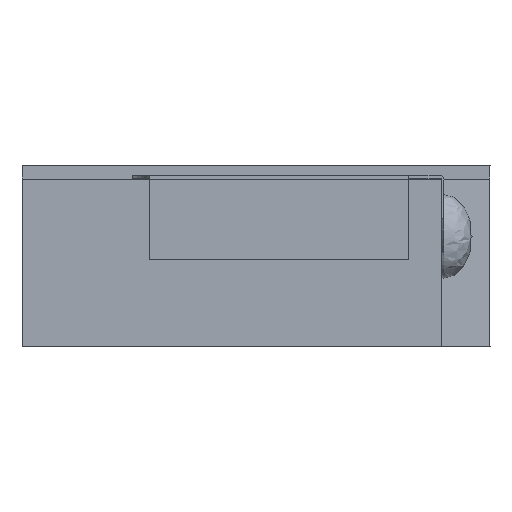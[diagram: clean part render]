
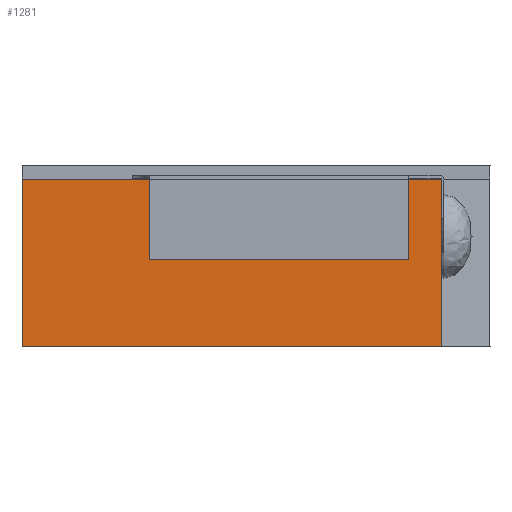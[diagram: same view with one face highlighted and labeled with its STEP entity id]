
A CAD part, left-side view. The second image highlights one B-rep face of the part: STEP entity #1281.
In plain terms, the highlighted free-form (B-spline) face has degree [1, 1] with [2, 2] control points.
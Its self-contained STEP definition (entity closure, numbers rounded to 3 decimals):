
#1085=CARTESIAN_POINT('',(-1.691,1.554,0.));
#1086=VERTEX_POINT('',#1085);
#1092=CARTESIAN_POINT('',(-1.691,-1.231,0.));
#1093=VERTEX_POINT('',#1092);
#1094=CARTESIAN_POINT('',(-1.691,1.554,0.));
#1095=CARTESIAN_POINT('',(-1.691,-1.231,0.));
#1096=B_SPLINE_CURVE_WITH_KNOTS('',1,(#1094,#1095),.UNSPECIFIED.,.F.,.U.,(2,2),(0.,1.),.UNSPECIFIED.);
#1097=EDGE_CURVE('',#1086,#1093,#1096,.T.);
#1218=CARTESIAN_POINT('',(-1.691,1.554,1.111));
#1219=VERTEX_POINT('',#1218);
#1220=CARTESIAN_POINT('',(-1.691,1.554,0.));
#1221=CARTESIAN_POINT('',(-1.691,1.554,1.111));
#1222=B_SPLINE_CURVE_WITH_KNOTS('',1,(#1220,#1221),.UNSPECIFIED.,.F.,.U.,(2,2),(0.,0.926),.UNSPECIFIED.);
#1223=EDGE_CURVE('',#1086,#1219,#1222,.T.);
#1260=CARTESIAN_POINT('',(-1.691,1.554,0.));
#1261=CARTESIAN_POINT('',(-1.691,1.554,1.2));
#1262=CARTESIAN_POINT('',(-1.691,-1.231,0.));
#1263=CARTESIAN_POINT('',(-1.691,-1.231,1.2));
#1264=B_SPLINE_SURFACE_WITH_KNOTS('',1,1,((#1260,#1261),(#1262,#1263)),.PLANE_SURF.,.F.,.F.,.U.,(2,2),(2,2),(0.,1.),(0.,1.),.UNSPECIFIED.);
#1265=ORIENTED_EDGE('',*,*,#1097,.T.);
#1266=CARTESIAN_POINT('',(-1.691,-1.231,1.111));
#1267=VERTEX_POINT('',#1266);
#1268=CARTESIAN_POINT('',(-1.691,-1.231,0.));
#1269=CARTESIAN_POINT('',(-1.691,-1.231,1.111));
#1270=B_SPLINE_CURVE_WITH_KNOTS('',1,(#1268,#1269),.UNSPECIFIED.,.F.,.U.,(2,2),(0.,0.926),.UNSPECIFIED.);
#1271=EDGE_CURVE('',#1093,#1267,#1270,.T.);
#1272=ORIENTED_EDGE('',*,*,#1271,.T.);
#1273=CARTESIAN_POINT('',(-1.691,1.554,1.111));
#1274=CARTESIAN_POINT('',(-1.691,-1.231,1.111));
#1275=B_SPLINE_CURVE_WITH_KNOTS('',1,(#1273,#1274),.UNSPECIFIED.,.F.,.U.,(2,2),(0.,0.853),.UNSPECIFIED.);
#1276=EDGE_CURVE('',#1219,#1267,#1275,.T.);
#1277=ORIENTED_EDGE('',*,*,#1276,.F.);
#1278=ORIENTED_EDGE('',*,*,#1223,.F.);
#1279=EDGE_LOOP('',(#1265,#1272,#1277,#1278));
#1280=FACE_OUTER_BOUND('',#1279,.T.);
#1281=ADVANCED_FACE('',(#1280),#1264,.T.);
